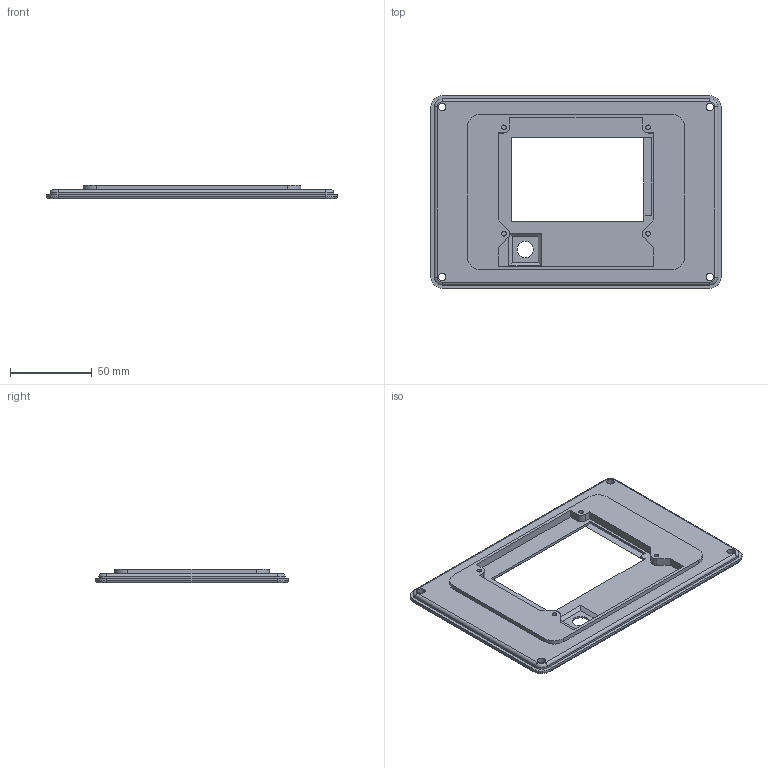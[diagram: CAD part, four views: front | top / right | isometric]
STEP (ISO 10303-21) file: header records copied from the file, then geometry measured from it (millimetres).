
FILE_DESCRIPTION(/* description */ (''),/* implementation_level */ '2;1');
FILE_NAME(/* name */ 'Display Mount - LCD12864.step',/* time_stamp */ '2022-05-11T09:28:09-05:00',/* author */ (''),/* organization */ (''),/* preprocessor_version */ 'ST-DEVELOPER v18.1',/* originating_system */ 'Autodesk Translation Framework v10.14.0.1471',/* authorisation */ '');
FILE_SCHEMA (('AUTOMOTIVE_DESIGN { 1 0 10303 214 3 1 1 }'));
Length unit declared in the file: millimetre
Products named in the file (1): Display Mount - LCD12864
Bounding box: 177.1 x 117.62 x 8 mm (x, y, z)
Volume: 84600.5 mm3; surface area: 39559.4 mm2
Topology: 1 solids, 1 shells, 92 faces, 228 edges, 145 vertices
Faces by surface type: plane 51, cylinder 33, torus 8
Full cylindrical faces by diameter (mm): 2.8 x4, 4.6 x4, 10 x1
Entity records: 2778 total; most frequent: DIRECTION 491, CARTESIAN_POINT 466, ORIENTED_EDGE 456, EDGE_CURVE 228, AXIS2_PLACEMENT_3D 170, LINE 151, VECTOR 151, VERTEX_POINT 145
